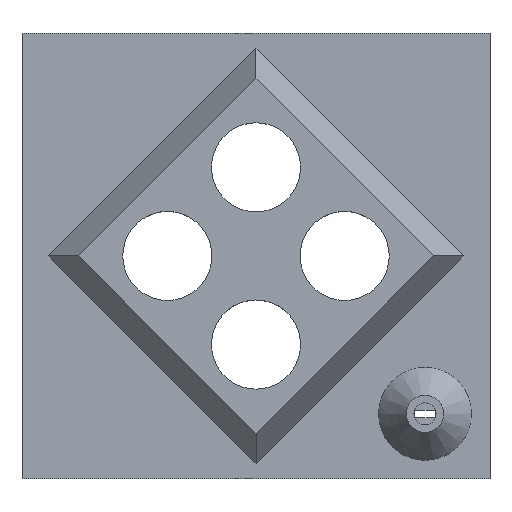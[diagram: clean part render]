
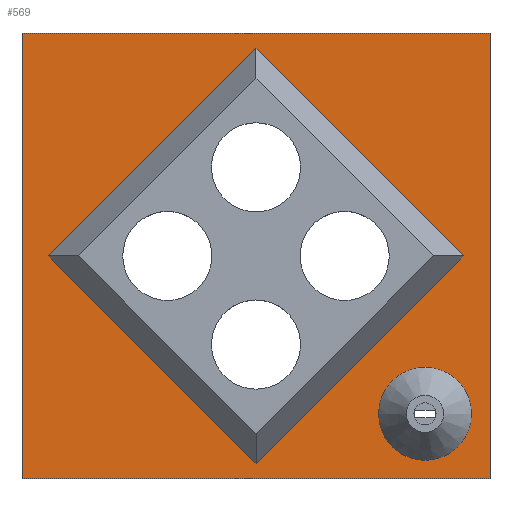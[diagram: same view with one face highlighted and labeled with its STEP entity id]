
A CAD part, top view. The second image highlights one B-rep face of the part: STEP entity #569.
In plain terms, the highlighted planar face has unit normal (0, 0, 1).
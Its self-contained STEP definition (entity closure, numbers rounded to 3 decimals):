
#40=FACE_BOUND('',#137,.T.);
#41=FACE_BOUND('',#138,.T.);
#99=FACE_OUTER_BOUND('',#136,.T.);
#136=EDGE_LOOP('',(#491,#492,#493,#494));
#137=EDGE_LOOP('',(#495,#496,#497,#498));
#138=EDGE_LOOP('',(#499,#500,#501,#502));
#163=LINE('',#877,#217);
#167=LINE('',#885,#221);
#170=LINE('',#891,#224);
#173=LINE('',#896,#227);
#177=LINE('',#906,#231);
#180=LINE('',#912,#234);
#183=LINE('',#918,#237);
#186=LINE('',#922,#240);
#189=LINE('',#930,#243);
#192=LINE('',#936,#246);
#195=LINE('',#942,#249);
#198=LINE('',#946,#252);
#217=VECTOR('',#730,10.);
#221=VECTOR('',#736,10.);
#224=VECTOR('',#741,10.);
#227=VECTOR('',#746,10.);
#231=VECTOR('',#754,10.);
#234=VECTOR('',#759,10.);
#237=VECTOR('',#764,10.);
#240=VECTOR('',#769,10.);
#243=VECTOR('',#774,10.);
#246=VECTOR('',#779,10.);
#249=VECTOR('',#784,10.);
#252=VECTOR('',#789,10.);
#275=VERTEX_POINT('',#875);
#276=VERTEX_POINT('',#876);
#279=VERTEX_POINT('',#884);
#281=VERTEX_POINT('',#890);
#285=VERTEX_POINT('',#903);
#286=VERTEX_POINT('',#905);
#288=VERTEX_POINT('',#911);
#290=VERTEX_POINT('',#917);
#293=VERTEX_POINT('',#927);
#294=VERTEX_POINT('',#929);
#296=VERTEX_POINT('',#935);
#298=VERTEX_POINT('',#941);
#335=EDGE_CURVE('',#275,#276,#163,.T.);
#339=EDGE_CURVE('',#276,#279,#167,.T.);
#342=EDGE_CURVE('',#279,#281,#170,.T.);
#345=EDGE_CURVE('',#281,#275,#173,.T.);
#349=EDGE_CURVE('',#286,#285,#177,.T.);
#352=EDGE_CURVE('',#288,#286,#180,.T.);
#355=EDGE_CURVE('',#290,#288,#183,.T.);
#358=EDGE_CURVE('',#285,#290,#186,.T.);
#361=EDGE_CURVE('',#294,#293,#189,.T.);
#364=EDGE_CURVE('',#296,#294,#192,.T.);
#367=EDGE_CURVE('',#298,#296,#195,.T.);
#370=EDGE_CURVE('',#293,#298,#198,.T.);
#491=ORIENTED_EDGE('',*,*,#370,.T.);
#492=ORIENTED_EDGE('',*,*,#367,.T.);
#493=ORIENTED_EDGE('',*,*,#364,.T.);
#494=ORIENTED_EDGE('',*,*,#361,.T.);
#495=ORIENTED_EDGE('',*,*,#335,.T.);
#496=ORIENTED_EDGE('',*,*,#339,.T.);
#497=ORIENTED_EDGE('',*,*,#342,.T.);
#498=ORIENTED_EDGE('',*,*,#345,.T.);
#499=ORIENTED_EDGE('',*,*,#355,.T.);
#500=ORIENTED_EDGE('',*,*,#352,.T.);
#501=ORIENTED_EDGE('',*,*,#349,.T.);
#502=ORIENTED_EDGE('',*,*,#358,.T.);
#538=PLANE('',#634);
#569=ADVANCED_FACE('',(#99,#40,#41),#538,.T.);
#634=AXIS2_PLACEMENT_3D('',#947,#790,#791);
#730=DIRECTION('',(0.707,0.707,0.));
#736=DIRECTION('',(0.707,-0.707,0.));
#741=DIRECTION('',(-0.707,-0.707,0.));
#746=DIRECTION('',(-0.707,0.707,0.));
#754=DIRECTION('',(0.,1.,0.));
#759=DIRECTION('',(-1.,0.,0.));
#764=DIRECTION('',(0.,-1.,0.));
#769=DIRECTION('',(1.,0.,0.));
#774=DIRECTION('',(-1.,0.,0.));
#779=DIRECTION('',(0.,1.,0.));
#784=DIRECTION('',(1.,0.,0.));
#789=DIRECTION('',(0.,-1.,0.));
#790=DIRECTION('center_axis',(0.,0.,1.));
#791=DIRECTION('ref_axis',(1.,0.,0.));
#875=CARTESIAN_POINT('',(7.105,60.,3.));
#876=CARTESIAN_POINT('',(63.,115.894,3.));
#877=CARTESIAN_POINT('',(46.985,99.88,3.));
#884=CARTESIAN_POINT('',(118.895,60.,3.));
#885=CARTESIAN_POINT('',(102.88,76.015,3.));
#890=CARTESIAN_POINT('',(63.,4.105,3.));
#891=CARTESIAN_POINT('',(79.015,20.12,3.));
#896=CARTESIAN_POINT('',(23.12,43.985,3.));
#903=CARTESIAN_POINT('',(105.675,18.511,3.));
#905=CARTESIAN_POINT('',(105.675,16.489,3.));
#906=CARTESIAN_POINT('',(105.675,38.245,3.));
#911=CARTESIAN_POINT('',(111.325,16.489,3.));
#912=CARTESIAN_POINT('',(87.162,16.489,3.));
#917=CARTESIAN_POINT('',(111.325,18.511,3.));
#918=CARTESIAN_POINT('',(111.325,39.255,3.));
#922=CARTESIAN_POINT('',(84.338,18.511,3.));
#927=CARTESIAN_POINT('',(0.,120.,3.));
#929=CARTESIAN_POINT('',(126.,120.,3.));
#930=CARTESIAN_POINT('',(126.,120.,3.));
#935=CARTESIAN_POINT('',(126.,0.,3.));
#936=CARTESIAN_POINT('',(126.,0.,3.));
#941=CARTESIAN_POINT('',(0.,0.,3.));
#942=CARTESIAN_POINT('',(0.,0.,3.));
#946=CARTESIAN_POINT('',(0.,120.,3.));
#947=CARTESIAN_POINT('Origin',(63.,60.,3.));
